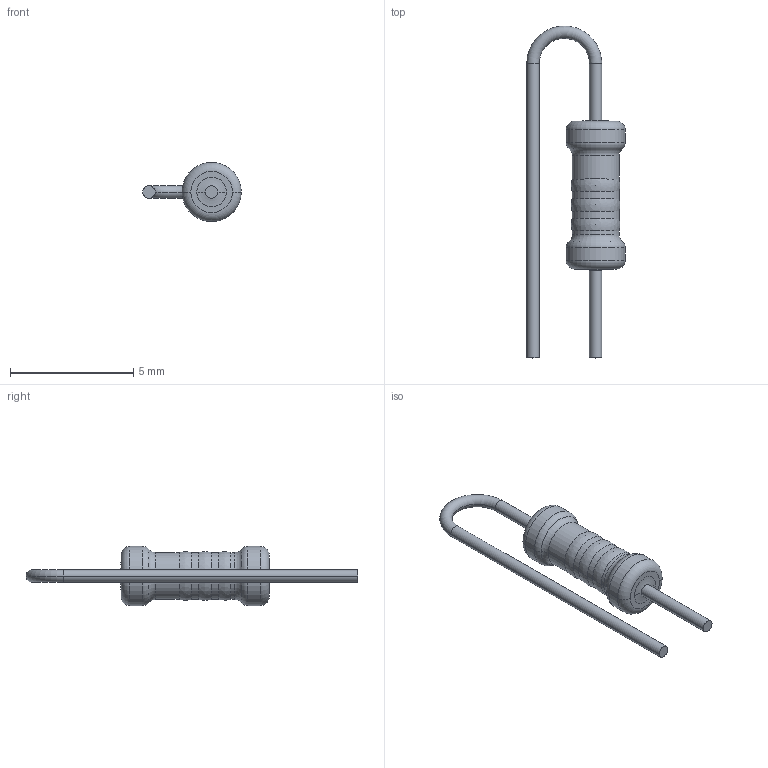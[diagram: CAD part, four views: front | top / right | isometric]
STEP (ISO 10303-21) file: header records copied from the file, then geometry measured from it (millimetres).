
FILE_DESCRIPTION (( 'STEP AP214' ), '1' );
FILE_NAME ('RES_AV_0.25W_100mil_0R_1%.STEP', '2022-06-21T16:26:50', ( '' ), ( '' ), 'SwSTEP 2.0', 'SolidWorks 2020', '' );
FILE_SCHEMA (( 'AUTOMOTIVE_DESIGN' ));
Length unit declared in the file: millimetre
Products named in the file (1): RES_AV_0.25W_100mil_0R_1%
Bounding box: 3.99 x 13.45 x 2.4 mm (x, y, z)
Volume: 24.9 mm3; surface area: 81.5 mm2
Topology: 1 solids, 1 shells, 46 faces, 105 edges, 57 vertices
Faces by surface type: torus 18, cylinder 18, sphere 6, plane 4
Entity records: 1718 total; most frequent: DIRECTION 256, CARTESIAN_POINT 185, ORIENTED_EDGE 180, AXIS2_PLACEMENT_3D 119, EDGE_CURVE 90, CIRCLE 72, UNCERTAINTY_MEASURE_WITH_UNIT 49, SURFACE_STYLE_USAGE 48
